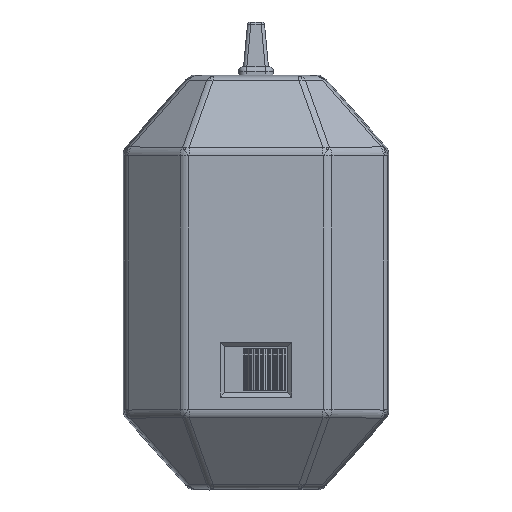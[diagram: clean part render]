
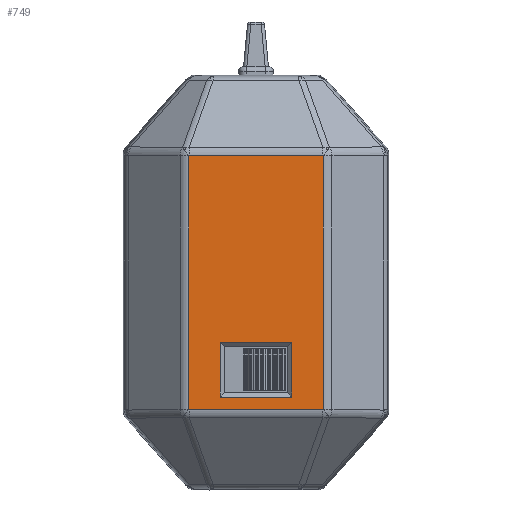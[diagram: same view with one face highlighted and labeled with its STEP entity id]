
A CAD part, left-side view. The second image highlights one B-rep face of the part: STEP entity #749.
In plain terms, the highlighted planar face has unit normal (-1, 0, 0).
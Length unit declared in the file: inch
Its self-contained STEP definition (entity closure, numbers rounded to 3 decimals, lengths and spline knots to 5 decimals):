
#35 = VERTEX_POINT ( 'NONE', #2262 ) ;
#98 = VERTEX_POINT ( 'NONE', #2367 ) ;
#177 = VERTEX_POINT ( 'NONE', #2545 ) ;
#335 = VERTEX_POINT ( 'NONE', #2871 ) ;
#479 = VERTEX_POINT ( 'NONE', #3018 ) ;
#481 = EDGE_CURVE ( 'NONE', #479, #35, #3017, .T. ) ;
#506 = VERTEX_POINT ( 'NONE', #3089 ) ;
#522 = EDGE_CURVE ( 'NONE', #98, #28576, #3073, .T. ) ;
#562 = EDGE_CURVE ( 'NONE', #506, #177, #3126, .T. ) ;
#604 = EDGE_CURVE ( 'NONE', #335, #21882, #3251, .T. ) ;
#655 = EDGE_CURVE ( 'NONE', #335, #35, #3360, .T. ) ;
#685 = VERTEX_POINT ( 'NONE', #3426 ) ;
#687 = EDGE_CURVE ( 'NONE', #701, #685, #3425, .T. ) ;
#692 = EDGE_CURVE ( 'NONE', #693, #716, #3417, .T. ) ;
#693 = VERTEX_POINT ( 'NONE', #3413 ) ;
#701 = VERTEX_POINT ( 'NONE', #3464 ) ;
#706 = EDGE_CURVE ( 'NONE', #98, #177, #3463, .T. ) ;
#711 = EDGE_CURVE ( 'NONE', #506, #21882, #3457, .T. ) ;
#716 = VERTEX_POINT ( 'NONE', #3443 ) ;
#720 = EDGE_CURVE ( 'NONE', #479, #28576, #3442, .T. ) ;
#732 = ORIENTED_EDGE ( 'NONE', *, *, #755, .T. ) ;
#733 = EDGE_LOOP ( 'NONE', ( #734, #735, #736, #737, #738, #739, #740, #741 ) ) ;
#734 = ORIENTED_EDGE ( 'NONE', *, *, #711, .T. ) ;
#735 = ORIENTED_EDGE ( 'NONE', *, *, #604, .F. ) ;
#736 = ORIENTED_EDGE ( 'NONE', *, *, #655, .T. ) ;
#737 = ORIENTED_EDGE ( 'NONE', *, *, #481, .F. ) ;
#738 = ORIENTED_EDGE ( 'NONE', *, *, #720, .T. ) ;
#739 = ORIENTED_EDGE ( 'NONE', *, *, #522, .F. ) ;
#740 = ORIENTED_EDGE ( 'NONE', *, *, #706, .T. ) ;
#741 = ORIENTED_EDGE ( 'NONE', *, *, #562, .F. ) ;
#748 = EDGE_CURVE ( 'NONE', #685, #693, #3476, .T. ) ;
#749 = ADVANCED_FACE ( 'NONE', ( #3472, #3471 ), #3470, .T. ) ;
#750 = EDGE_LOOP ( 'NONE', ( #751, #752, #753, #732 ) ) ;
#751 = ORIENTED_EDGE ( 'NONE', *, *, #687, .T. ) ;
#752 = ORIENTED_EDGE ( 'NONE', *, *, #748, .T. ) ;
#753 = ORIENTED_EDGE ( 'NONE', *, *, #692, .T. ) ;
#755 = EDGE_CURVE ( 'NONE', #716, #701, #3528, .T. ) ;
#2262 = CARTESIAN_POINT ( 'NONE',  ( -0.62992, -0.31918, 0.60077 ) ) ;
#2367 = CARTESIAN_POINT ( 'NONE',  ( -0.62992, 0.31918, 0.60077 ) ) ;
#2545 = CARTESIAN_POINT ( 'NONE',  ( -0.62992, 0.31918, -0.60077 ) ) ;
#2871 = CARTESIAN_POINT ( 'NONE',  ( -0.62992, -0.31918, -0.60077 ) ) ;
#3014 = DIRECTION ( 'NONE',  ( 0., -0.784, -0.62 ) ) ;
#3015 = VECTOR ( 'NONE', #3014, 39.37008 ) ;
#3016 = CARTESIAN_POINT ( 'NONE',  ( -0.62992, -0.3231, 0.59767 ) ) ;
#3017 = LINE ( 'NONE', #3016, #3015 ) ;
#3018 = CARTESIAN_POINT ( 'NONE',  ( -0.62992, -0.31743, 0.60215 ) ) ;
#3065 = DIRECTION ( 'NONE',  ( 0., -0.784, 0.62 ) ) ;
#3066 = VECTOR ( 'NONE', #3065, 39.37008 ) ;
#3067 = CARTESIAN_POINT ( 'NONE',  ( -0.62992, 0.28421, 0.62843 ) ) ;
#3073 = LINE ( 'NONE', #3067, #3066 ) ;
#3089 = CARTESIAN_POINT ( 'NONE',  ( -0.62992, 0.31743, -0.60215 ) ) ;
#3126 = LINE ( 'NONE', #3180, #3179 ) ;
#3178 = DIRECTION ( 'NONE',  ( 0., 0.784, 0.62 ) ) ;
#3179 = VECTOR ( 'NONE', #3178, 39.37008 ) ;
#3180 = CARTESIAN_POINT ( 'NONE',  ( -0.62992, 0.32345, -0.59739 ) ) ;
#3243 = DIRECTION ( 'NONE',  ( 0., 0.784, -0.62 ) ) ;
#3244 = VECTOR ( 'NONE', #3243, 39.37008 ) ;
#3245 = CARTESIAN_POINT ( 'NONE',  ( -0.62992, -0.2844, -0.62828 ) ) ;
#3251 = LINE ( 'NONE', #3245, #3244 ) ;
#3352 = DIRECTION ( 'NONE',  ( 0., 0., 1. ) ) ;
#3353 = VECTOR ( 'NONE', #3352, 39.37008 ) ;
#3354 = CARTESIAN_POINT ( 'NONE',  ( -0.62992, -0.31918, -0.98425 ) ) ;
#3360 = LINE ( 'NONE', #3354, #3353 ) ;
#3413 = CARTESIAN_POINT ( 'NONE',  ( -0.62992, -0.16929, -0.54331 ) ) ;
#3414 = DIRECTION ( 'NONE',  ( 0., 1., 0. ) ) ;
#3415 = VECTOR ( 'NONE', #3414, 39.37008 ) ;
#3416 = CARTESIAN_POINT ( 'NONE',  ( -0.62992, 0.62992, -0.54331 ) ) ;
#3417 = LINE ( 'NONE', #3416, #3415 ) ;
#3422 = DIRECTION ( 'NONE',  ( 0., -1., 0. ) ) ;
#3423 = VECTOR ( 'NONE', #3422, 39.37008 ) ;
#3424 = CARTESIAN_POINT ( 'NONE',  ( -0.62992, 0.62992, -0.28346 ) ) ;
#3425 = LINE ( 'NONE', #3424, #3423 ) ;
#3426 = CARTESIAN_POINT ( 'NONE',  ( -0.62992, -0.16929, -0.28346 ) ) ;
#3439 = DIRECTION ( 'NONE',  ( 0., 1., 0. ) ) ;
#3440 = VECTOR ( 'NONE', #3439, 39.37008 ) ;
#3441 = CARTESIAN_POINT ( 'NONE',  ( -0.62992, 0.62992, 0.60215 ) ) ;
#3442 = LINE ( 'NONE', #3441, #3440 ) ;
#3443 = CARTESIAN_POINT ( 'NONE',  ( -0.62992, 0.16929, -0.54331 ) ) ;
#3450 = DIRECTION ( 'NONE',  ( 0., -1., 0. ) ) ;
#3451 = VECTOR ( 'NONE', #3450, 39.37008 ) ;
#3452 = CARTESIAN_POINT ( 'NONE',  ( -0.62992, 0.62992, -0.60215 ) ) ;
#3457 = LINE ( 'NONE', #3452, #3451 ) ;
#3460 = DIRECTION ( 'NONE',  ( 0., 0., -1. ) ) ;
#3461 = VECTOR ( 'NONE', #3460, 39.37008 ) ;
#3462 = CARTESIAN_POINT ( 'NONE',  ( -0.62992, 0.31918, -0.98425 ) ) ;
#3463 = LINE ( 'NONE', #3462, #3461 ) ;
#3464 = CARTESIAN_POINT ( 'NONE',  ( -0.62992, 0.16929, -0.28346 ) ) ;
#3466 = DIRECTION ( 'NONE',  ( 0., 0., 1. ) ) ;
#3467 = DIRECTION ( 'NONE',  ( -1., 0., 0. ) ) ;
#3468 = CARTESIAN_POINT ( 'NONE',  ( -0.62992, 0.62992, -0.98425 ) ) ;
#3469 = AXIS2_PLACEMENT_3D ( 'NONE', #3468, #3467, #3466 ) ;
#3470 = PLANE ( 'NONE',  #3469 ) ;
#3471 = FACE_OUTER_BOUND ( 'NONE', #733, .T. ) ;
#3472 = FACE_BOUND ( 'NONE', #750, .T. ) ;
#3473 = DIRECTION ( 'NONE',  ( 0., 0., -1. ) ) ;
#3474 = VECTOR ( 'NONE', #3473, 39.37008 ) ;
#3475 = CARTESIAN_POINT ( 'NONE',  ( -0.62992, -0.16929, -0.98425 ) ) ;
#3476 = LINE ( 'NONE', #3475, #3474 ) ;
#3525 = DIRECTION ( 'NONE',  ( 0., 0., 1. ) ) ;
#3526 = VECTOR ( 'NONE', #3525, 39.37008 ) ;
#3527 = CARTESIAN_POINT ( 'NONE',  ( -0.62992, 0.16929, -0.98425 ) ) ;
#3528 = LINE ( 'NONE', #3527, #3526 ) ;
#6510 = CARTESIAN_POINT ( 'NONE',  ( -0.62992, -0.31743, -0.60215 ) ) ;
#20841 = CARTESIAN_POINT ( 'NONE',  ( -0.62992, 0.31743, 0.60215 ) ) ;
#21882 = VERTEX_POINT ( 'NONE', #6510 ) ;
#28576 = VERTEX_POINT ( 'NONE', #20841 ) ;
